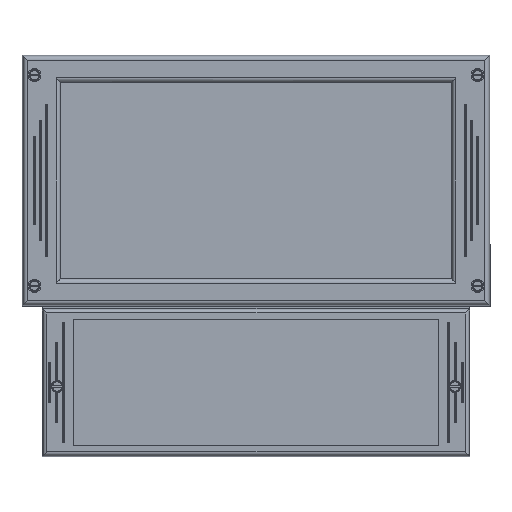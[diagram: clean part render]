
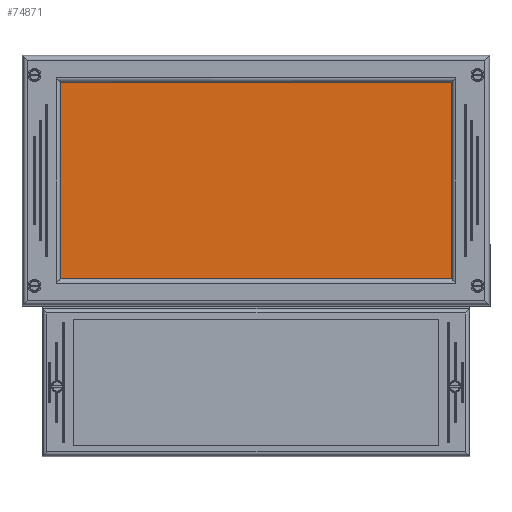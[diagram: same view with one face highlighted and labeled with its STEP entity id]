
A CAD part, top view. The second image highlights one B-rep face of the part: STEP entity #74871.
In plain terms, the highlighted planar face has unit normal (0, 0, 1).
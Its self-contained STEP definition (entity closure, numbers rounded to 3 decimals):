
#74751=CARTESIAN_POINT('',(-102.074,68.832,0.0));
#74752=VERTEX_POINT('',#74751);
#74759=CARTESIAN_POINT('',(-102.074,176.832,0.0));
#74760=VERTEX_POINT('',#74759);
#74761=CARTESIAN_POINT('',(-102.074,68.832,0.0));
#74762=DIRECTION('',(0.0,1.0,0.0));
#74763=VECTOR('',#74762,108.0);
#74764=LINE('',#74761,#74763);
#74765=EDGE_CURVE('',#74752,#74760,#74764,.T.);
#74789=CARTESIAN_POINT('',(100.926,68.832,0.0));
#74790=VERTEX_POINT('',#74789);
#74797=CARTESIAN_POINT('',(100.926,68.832,0.0));
#74798=DIRECTION('',(-1.0,0.0,0.0));
#74799=VECTOR('',#74798,203.0);
#74800=LINE('',#74797,#74799);
#74801=EDGE_CURVE('',#74790,#74752,#74800,.T.);
#74820=CARTESIAN_POINT('',(100.926,176.832,0.0));
#74821=VERTEX_POINT('',#74820);
#74828=CARTESIAN_POINT('',(100.926,176.832,0.0));
#74829=DIRECTION('',(0.0,-1.0,0.0));
#74830=VECTOR('',#74829,108.);
#74831=LINE('',#74828,#74830);
#74832=EDGE_CURVE('',#74821,#74790,#74831,.T.);
#74850=CARTESIAN_POINT('',(-102.074,176.832,0.0));
#74851=DIRECTION('',(1.0,0.0,0.0));
#74852=VECTOR('',#74851,203.);
#74853=LINE('',#74850,#74852);
#74854=EDGE_CURVE('',#74760,#74821,#74853,.T.);
#74860=CARTESIAN_POINT('',(-0.574,122.832,0.0));
#74861=DIRECTION('',(0.0,0.0,1.0));
#74862=DIRECTION('',(1.0,0.0,0.0));
#74863=AXIS2_PLACEMENT_3D('',#74860,#74861,#74862);
#74864=PLANE('',#74863);
#74865=ORIENTED_EDGE('',*,*,#74854,.F.);
#74866=ORIENTED_EDGE('',*,*,#74765,.F.);
#74867=ORIENTED_EDGE('',*,*,#74801,.F.);
#74868=ORIENTED_EDGE('',*,*,#74832,.F.);
#74869=EDGE_LOOP('',(#74865,#74866,#74867,#74868));
#74870=FACE_OUTER_BOUND('',#74869,.T.);
#74871=ADVANCED_FACE('',(#74870),#74864,.T.);
